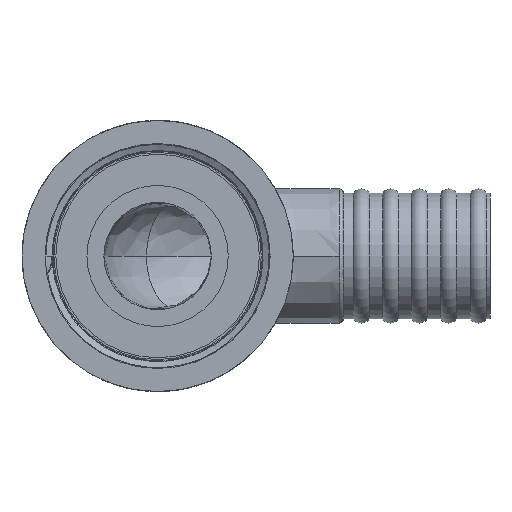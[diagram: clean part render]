
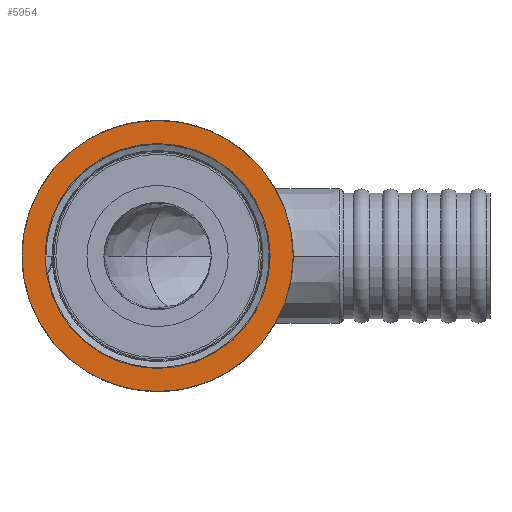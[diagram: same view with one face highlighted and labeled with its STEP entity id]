
A CAD part, front view. The second image highlights one B-rep face of the part: STEP entity #5954.
In plain terms, the highlighted face is planar.
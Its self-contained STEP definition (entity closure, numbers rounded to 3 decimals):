
#31 = EDGE_CURVE ( 'NONE', #201, #208, #2916, .T. ) ;
#201 = VERTEX_POINT ( 'NONE', #9816 ) ;
#208 = VERTEX_POINT ( 'NONE', #9823 ) ;
#285 = EDGE_LOOP ( 'NONE', ( #594, #595 ) ) ;
#291 = EDGE_LOOP ( 'NONE', ( #592, #593 ) ) ;
#592 = ORIENTED_EDGE ( 'NONE', *, *, #6380, .F. ) ;
#593 = ORIENTED_EDGE ( 'NONE', *, *, #6358, .F. ) ;
#594 = ORIENTED_EDGE ( 'NONE', *, *, #5991, .T. ) ;
#595 = ORIENTED_EDGE ( 'NONE', *, *, #31, .T. ) ;
#1870 = CARTESIAN_POINT ( 'NONE',  ( 0., 0., 0. ) ) ;
#1871 = DIRECTION ( 'NONE',  ( -1., 0., 0. ) ) ;
#1872 = DIRECTION ( 'NONE',  ( 0., 0., 1. ) ) ;
#2725 = CIRCLE ( 'NONE', #2727, 20.955 ) ;
#2727 = AXIS2_PLACEMENT_3D ( 'NONE', #6485, #6486, #6487 ) ;
#2737 = CIRCLE ( 'NONE', #2740, 20.955 ) ;
#2740 = AXIS2_PLACEMENT_3D ( 'NONE', #9369, #9370, #9371 ) ;
#2914 = AXIS2_PLACEMENT_3D ( 'NONE', #1870, #1871, #1872 ) ;
#2916 = CIRCLE ( 'NONE', #2914, 25.25 ) ;
#3052 = CIRCLE ( 'NONE', #3130, 25.25 ) ;
#3086 = AXIS2_PLACEMENT_3D ( 'NONE', #4254, #4266, #4267 ) ;
#3130 = AXIS2_PLACEMENT_3D ( 'NONE', #4442, #4443, #4444 ) ;
#4254 = CARTESIAN_POINT ( 'NONE',  ( 0., 0., -20.955 ) ) ;
#4259 = FACE_OUTER_BOUND ( 'NONE', #285, .T. ) ;
#4263 = FACE_BOUND ( 'NONE', #291, .T. ) ;
#4264 = PLANE ( 'NONE',  #3086 ) ;
#4266 = DIRECTION ( 'NONE',  ( 1., 0., 0. ) ) ;
#4267 = DIRECTION ( 'NONE',  ( 0., 0., -1. ) ) ;
#4442 = CARTESIAN_POINT ( 'NONE',  ( 0., 0., 0. ) ) ;
#4443 = DIRECTION ( 'NONE',  ( -1., 0., 0. ) ) ;
#4444 = DIRECTION ( 'NONE',  ( 0., 0., 1. ) ) ;
#5954 = ADVANCED_FACE ( 'NONE', ( #4263, #4259 ), #4264, .F. ) ;
#5991 = EDGE_CURVE ( 'NONE', #208, #201, #3052, .T. ) ;
#6297 = VERTEX_POINT ( 'NONE', #9321 ) ;
#6300 = VERTEX_POINT ( 'NONE', #9304 ) ;
#6358 = EDGE_CURVE ( 'NONE', #6297, #6300, #2737, .T. ) ;
#6380 = EDGE_CURVE ( 'NONE', #6300, #6297, #2725, .T. ) ;
#6485 = CARTESIAN_POINT ( 'NONE',  ( 0., 0., 0. ) ) ;
#6486 = DIRECTION ( 'NONE',  ( -1., 0., 0. ) ) ;
#6487 = DIRECTION ( 'NONE',  ( 0., 0., 1. ) ) ;
#9304 = CARTESIAN_POINT ( 'NONE',  ( 0., 0., 20.955 ) ) ;
#9321 = CARTESIAN_POINT ( 'NONE',  ( 0., 0., -20.955 ) ) ;
#9369 = CARTESIAN_POINT ( 'NONE',  ( 0., 0., 0. ) ) ;
#9370 = DIRECTION ( 'NONE',  ( -1., 0., 0. ) ) ;
#9371 = DIRECTION ( 'NONE',  ( 0., 0., 1. ) ) ;
#9816 = CARTESIAN_POINT ( 'NONE',  ( 0., 0., -25.25 ) ) ;
#9823 = CARTESIAN_POINT ( 'NONE',  ( 0., 0., 25.25 ) ) ;
